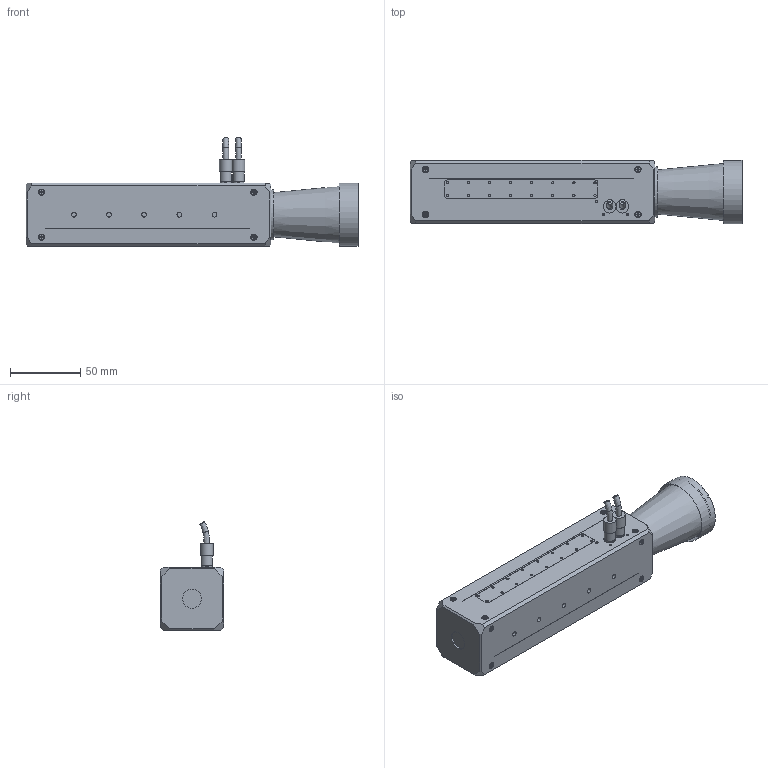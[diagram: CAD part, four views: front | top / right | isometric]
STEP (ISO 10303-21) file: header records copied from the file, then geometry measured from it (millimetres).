
FILE_DESCRIPTION(/* description */ (''),/* implementation_level */ '2;1');
FILE_NAME(/* name */ 'MEX18v2 v2.3.step',/* time_stamp */ '2023-09-08T11:27:05+03:00',/* author */ (''),/* organization */ (''),/* preprocessor_version */ 'ST-DEVELOPER v20',/* originating_system */ 'Autodesk Translation Framework v12.9.0.99',/* authorisation */ '');
FILE_SCHEMA (('AUTOMOTIVE_DESIGN { 1 0 10303 214 3 1 1 }'));
Length unit declared in the file: millimetre
Products named in the file (10): MEX18v2 v2.3; Binder jsnap in v2; connector; Lens; MEX18-TP3_sag_633; NONE (1); Component11; M2x5 Counter; Binder Connector/Cable v1; Component24
Assembly tree (25 placements, depth 5):
  MEX18v2 v2.3
    Binder jsnap in v2
    connector
    Lens
      MEX18-TP3_sag_633
        NONE (1)
          Component11
    M2x5 Counter  x16
    Binder Connector/Cable v1  x2
    Component24
Bounding box: 236 x 45 x 77.33 mm (x, y, z)
Volume: 372812.3 mm3; surface area: 58957.5 mm2
Topology: 22 solids, 42 shells, 1221 faces, 3139 edges, 2074 vertices
Faces by surface type: plane 536, cylinder 438, cone 195, bspline 36, torus 8, sphere 8
Full cylindrical faces by diameter (mm): 0.78 x7, 0.9 x3, 1.1 x3, 1.2 x4, 1.459 x128, 1.623 x19, 2 x144, 3.332 x5, 6.35 x2, 7.8 x2, 8 x2, 8.5 x2, 9 x2, 13.505 x2, 31.5 x1, 36 x1, 40.5 x1, 41 x1, 43 x2, 43.5 x2, 44 x1, 45 x1
Entity records: 15247 total; most frequent: CARTESIAN_POINT 4722, DIRECTION 2254, ORIENTED_EDGE 1948, EDGE_CURVE 974, AXIS2_PLACEMENT_3D 882, VERTEX_POINT 641, EDGE_LOOP 539, LINE 490
